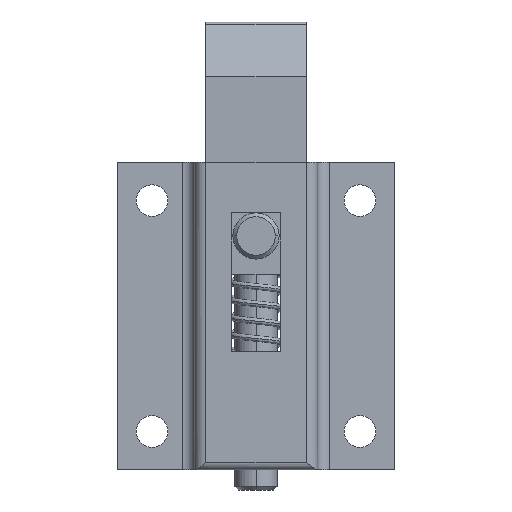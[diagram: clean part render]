
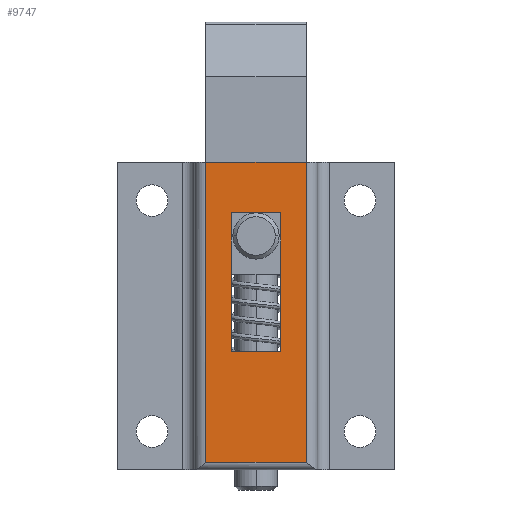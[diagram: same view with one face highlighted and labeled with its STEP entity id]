
A CAD part, front view. The second image highlights one B-rep face of the part: STEP entity #9747.
In plain terms, the highlighted face is planar.
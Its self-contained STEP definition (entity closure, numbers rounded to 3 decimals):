
#211 = EDGE_LOOP ( 'NONE', ( #1566, #1567, #1568, #1569 ) ) ;
#227 = EDGE_LOOP ( 'NONE', ( #1570, #1571, #1572, #1573 ) ) ;
#376 = EDGE_CURVE ( 'NONE', #554, #642, #1796, .T. ) ;
#554 = VERTEX_POINT ( 'NONE', #2419 ) ;
#566 = VERTEX_POINT ( 'NONE', #2430 ) ;
#571 = VERTEX_POINT ( 'NONE', #2435 ) ;
#574 = VERTEX_POINT ( 'NONE', #2438 ) ;
#575 = VERTEX_POINT ( 'NONE', #2439 ) ;
#576 = VERTEX_POINT ( 'NONE', #2440 ) ;
#600 = VERTEX_POINT ( 'NONE', #2464 ) ;
#642 = VERTEX_POINT ( 'NONE', #2506 ) ;
#1566 = ORIENTED_EDGE ( 'NONE', *, *, #9778, .T. ) ;
#1567 = ORIENTED_EDGE ( 'NONE', *, *, #9771, .T. ) ;
#1568 = ORIENTED_EDGE ( 'NONE', *, *, #9763, .F. ) ;
#1569 = ORIENTED_EDGE ( 'NONE', *, *, #376, .T. ) ;
#1570 = ORIENTED_EDGE ( 'NONE', *, *, #9781, .T. ) ;
#1571 = ORIENTED_EDGE ( 'NONE', *, *, #9779, .F. ) ;
#1572 = ORIENTED_EDGE ( 'NONE', *, *, #9782, .T. ) ;
#1573 = ORIENTED_EDGE ( 'NONE', *, *, #9780, .F. ) ;
#1796 = LINE ( 'NONE', #2361, #1805 ) ;
#1805 = VECTOR ( 'NONE', #2375, 1000. ) ;
#1911 = FACE_OUTER_BOUND ( 'NONE', #211, .T. ) ;
#1930 = FACE_BOUND ( 'NONE', #227, .T. ) ;
#1958 = LINE ( 'NONE', #7861, #1959 ) ;
#1959 = VECTOR ( 'NONE', #7862, 1000. ) ;
#1966 = VECTOR ( 'NONE', #7881, 1000. ) ;
#1967 = LINE ( 'NONE', #7880, #1966 ) ;
#1970 = LINE ( 'NONE', #7898, #1990 ) ;
#1979 = LINE ( 'NONE', #7900, #1992 ) ;
#1980 = LINE ( 'NONE', #7877, #1988 ) ;
#1984 = LINE ( 'NONE', #7894, #1985 ) ;
#1985 = VECTOR ( 'NONE', #7895, 1000. ) ;
#1986 = LINE ( 'NONE', #7896, #1987 ) ;
#1987 = VECTOR ( 'NONE', #7897, 1000. ) ;
#1988 = VECTOR ( 'NONE', #7899, 1000. ) ;
#1990 = VECTOR ( 'NONE', #7902, 1000. ) ;
#1992 = VECTOR ( 'NONE', #7904, 1000. ) ;
#2361 = CARTESIAN_POINT ( 'NONE',  ( 11.5, 9.1, 1. ) ) ;
#2375 = DIRECTION ( 'NONE',  ( -1., 0., 0. ) ) ;
#2419 = CARTESIAN_POINT ( 'NONE',  ( 24.5, 9.1, 1. ) ) ;
#2430 = CARTESIAN_POINT ( 'NONE',  ( 14.8, 9.1, 15.4 ) ) ;
#2435 = CARTESIAN_POINT ( 'NONE',  ( 11.5, 9.1, 40. ) ) ;
#2438 = CARTESIAN_POINT ( 'NONE',  ( 21.2, 9.1, 33.4 ) ) ;
#2439 = CARTESIAN_POINT ( 'NONE',  ( 21.2, 9.1, 15.4 ) ) ;
#2440 = CARTESIAN_POINT ( 'NONE',  ( 24.5, 9.1, 40. ) ) ;
#2464 = CARTESIAN_POINT ( 'NONE',  ( 14.8, 9.1, 33.4 ) ) ;
#2506 = CARTESIAN_POINT ( 'NONE',  ( 11.5, 9.1, 1. ) ) ;
#7818 = CARTESIAN_POINT ( 'NONE',  ( 11.5, 9.1, 40. ) ) ;
#7819 = PLANE ( 'NONE',  #9927 ) ;
#7820 = DIRECTION ( 'NONE',  ( 0., 1., 0. ) ) ;
#7821 = DIRECTION ( 'NONE',  ( -1., 0., 0. ) ) ;
#7861 = CARTESIAN_POINT ( 'NONE',  ( 24.5, 9.1, 40. ) ) ;
#7862 = DIRECTION ( 'NONE',  ( 0., 0., 1. ) ) ;
#7877 = CARTESIAN_POINT ( 'NONE',  ( 14.8, 9.1, 15.4 ) ) ;
#7880 = CARTESIAN_POINT ( 'NONE',  ( 27.5, 9.1, 40. ) ) ;
#7881 = DIRECTION ( 'NONE',  ( 1., 0., 0. ) ) ;
#7894 = CARTESIAN_POINT ( 'NONE',  ( 11.5, 9.1, 40. ) ) ;
#7895 = DIRECTION ( 'NONE',  ( 0., 0., 1. ) ) ;
#7896 = CARTESIAN_POINT ( 'NONE',  ( 21.2, 9.1, 33.4 ) ) ;
#7897 = DIRECTION ( 'NONE',  ( 1., 0., 0. ) ) ;
#7898 = CARTESIAN_POINT ( 'NONE',  ( 21.2, 9.1, 33.4 ) ) ;
#7899 = DIRECTION ( 'NONE',  ( -1., 0., 0. ) ) ;
#7900 = CARTESIAN_POINT ( 'NONE',  ( 14.8, 9.1, 15.4 ) ) ;
#7902 = DIRECTION ( 'NONE',  ( 0., 0., 1. ) ) ;
#7904 = DIRECTION ( 'NONE',  ( 0., 0., -1. ) ) ;
#9747 = ADVANCED_FACE ( 'NONE', ( #1911, #1930 ), #7819, .T. ) ;
#9763 = EDGE_CURVE ( 'NONE', #554, #576, #1958, .T. ) ;
#9771 = EDGE_CURVE ( 'NONE', #571, #576, #1967, .T. ) ;
#9778 = EDGE_CURVE ( 'NONE', #642, #571, #1984, .T. ) ;
#9779 = EDGE_CURVE ( 'NONE', #600, #574, #1986, .T. ) ;
#9780 = EDGE_CURVE ( 'NONE', #575, #566, #1980, .T. ) ;
#9781 = EDGE_CURVE ( 'NONE', #575, #574, #1970, .T. ) ;
#9782 = EDGE_CURVE ( 'NONE', #600, #566, #1979, .T. ) ;
#9927 = AXIS2_PLACEMENT_3D ( 'NONE', #7818, #7820, #7821 ) ;
